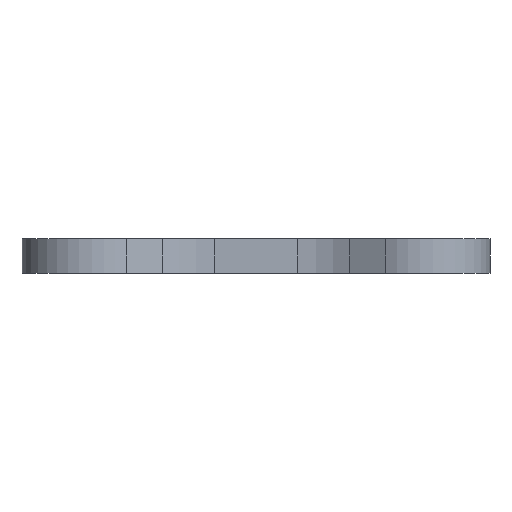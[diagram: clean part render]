
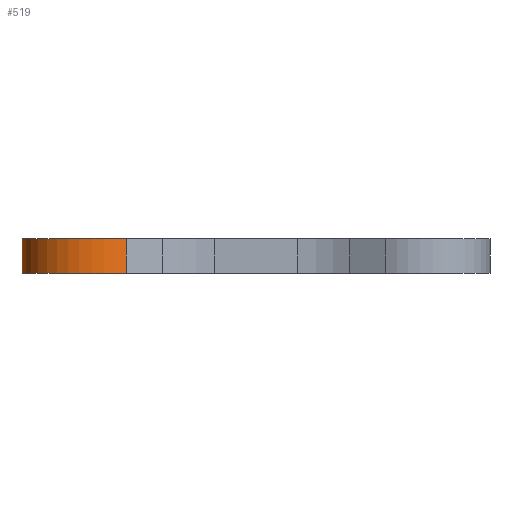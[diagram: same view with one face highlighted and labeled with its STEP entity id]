
A CAD part, front view. The second image highlights one B-rep face of the part: STEP entity #519.
In plain terms, the highlighted cylindrical face has radius 10 mm (diameter 20 mm), a partial arc.
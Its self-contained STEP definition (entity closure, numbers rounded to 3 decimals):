
#39 = DIRECTION ( 'NONE',  ( 0., 0., -1. ) ) ;
#50 = CARTESIAN_POINT ( 'NONE',  ( -18.66, -22.321, 0. ) ) ;
#74 = ORIENTED_EDGE ( 'NONE', *, *, #384, .F. ) ;
#81 = ORIENTED_EDGE ( 'NONE', *, *, #913, .T. ) ;
#103 = CARTESIAN_POINT ( 'NONE',  ( -33.66, -13.66, 5. ) ) ;
#121 = VERTEX_POINT ( 'NONE', #50 ) ;
#136 = DIRECTION ( 'NONE',  ( 1., 0., 0. ) ) ;
#150 = VECTOR ( 'NONE', #39, 1000. ) ;
#166 = VECTOR ( 'NONE', #986, 1000. ) ;
#199 = DIRECTION ( 'NONE',  ( 0., 0., -1. ) ) ;
#203 = EDGE_CURVE ( 'NONE', #324, #121, #976, .T. ) ;
#208 = CIRCLE ( 'NONE', #251, 10. ) ;
#211 = CARTESIAN_POINT ( 'NONE',  ( -23.66, -13.66, 5. ) ) ;
#224 = EDGE_LOOP ( 'NONE', ( #74, #472, #81, #704 ) ) ;
#251 = AXIS2_PLACEMENT_3D ( 'NONE', #714, #856, #955 ) ;
#285 = CARTESIAN_POINT ( 'NONE',  ( -18.66, -22.321, 5. ) ) ;
#324 = VERTEX_POINT ( 'NONE', #883 ) ;
#373 = VERTEX_POINT ( 'NONE', #501 ) ;
#384 = EDGE_CURVE ( 'NONE', #373, #324, #721, .T. ) ;
#440 = VERTEX_POINT ( 'NONE', #928 ) ;
#472 = ORIENTED_EDGE ( 'NONE', *, *, #862, .T. ) ;
#501 = CARTESIAN_POINT ( 'NONE',  ( -33.66, -13.66, 5. ) ) ;
#515 = DIRECTION ( 'NONE',  ( 0., 0., 1. ) ) ;
#519 = ADVANCED_FACE ( 'NONE', ( #671 ), #521, .T. ) ;
#521 = CYLINDRICAL_SURFACE ( 'NONE', #783, 10. ) ;
#576 = CARTESIAN_POINT ( 'NONE',  ( -23.66, -13.66, 5. ) ) ;
#671 = FACE_OUTER_BOUND ( 'NONE', #224, .T. ) ;
#704 = ORIENTED_EDGE ( 'NONE', *, *, #203, .F. ) ;
#714 = CARTESIAN_POINT ( 'NONE',  ( -23.66, -13.66, 0. ) ) ;
#721 = CIRCLE ( 'NONE', #897, 10. ) ;
#724 = LINE ( 'NONE', #103, #150 ) ;
#783 = AXIS2_PLACEMENT_3D ( 'NONE', #576, #199, #972 ) ;
#856 = DIRECTION ( 'NONE',  ( 0., 0., 1. ) ) ;
#862 = EDGE_CURVE ( 'NONE', #373, #440, #724, .T. ) ;
#883 = CARTESIAN_POINT ( 'NONE',  ( -18.66, -22.321, 5. ) ) ;
#897 = AXIS2_PLACEMENT_3D ( 'NONE', #211, #515, #136 ) ;
#913 = EDGE_CURVE ( 'NONE', #440, #121, #208, .T. ) ;
#928 = CARTESIAN_POINT ( 'NONE',  ( -33.66, -13.66, 0. ) ) ;
#955 = DIRECTION ( 'NONE',  ( 1., 0., 0. ) ) ;
#972 = DIRECTION ( 'NONE',  ( -1., 0., 0. ) ) ;
#976 = LINE ( 'NONE', #285, #166 ) ;
#986 = DIRECTION ( 'NONE',  ( 0., 0., -1. ) ) ;
